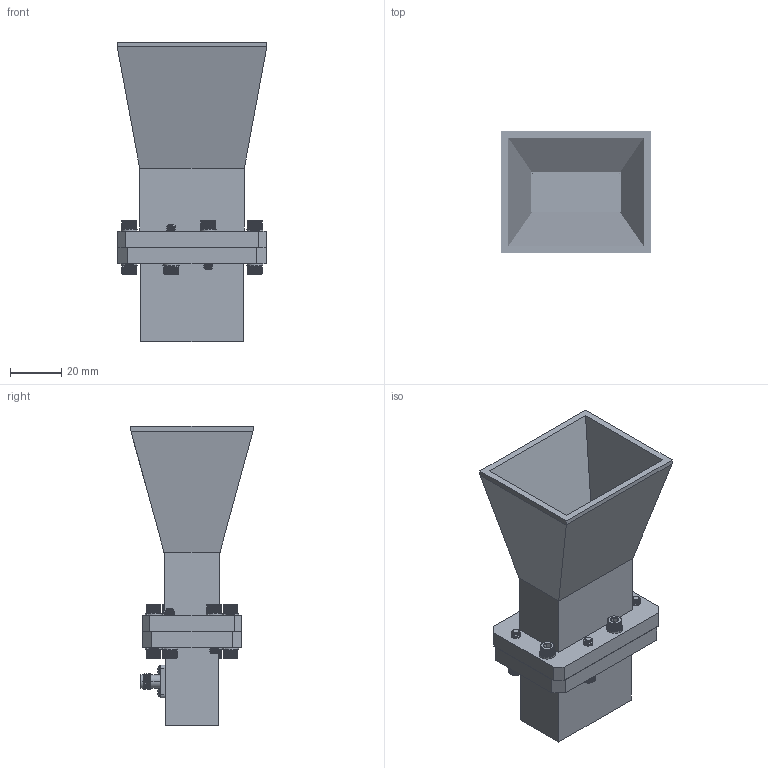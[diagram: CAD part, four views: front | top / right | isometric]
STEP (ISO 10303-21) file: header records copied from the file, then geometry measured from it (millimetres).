
FILE_DESCRIPTION (( 'STEP AP214' ), '1' );
FILE_NAME ('FMWAN137-10SF_3D.STEP', '2021-10-20T21:27:15', ( '' ), ( '' ), 'SwSTEP 2.0', 'SolidWorks 2021', '' );
FILE_SCHEMA (( 'AUTOMOTIVE_DESIGN' ));
Length unit declared in the file: inch
Products named in the file (5): PEWAN137-10; PE9830; 6-32SH-HXx.625_92196A150; FMWAN137-10SF_3D; 6-LW
Assembly tree (18 placements, depth 2):
  FMWAN137-10SF_3D
    6-32SH-HXx.625_92196A150  x8
    6-LW  x8
    PE9830
    PEWAN137-10
Bounding box: 58.27 x 47.74 x 116.84 mm (x, y, z)
Volume: 68124.6 mm3; surface area: 44485.3 mm2
Topology: 18 solids, 22 shells, 1993 faces, 4675 edges, 2762 vertices
Faces by surface type: plane 1222, cone 578, cylinder 144, bspline 47, torus 2
Full cylindrical faces by diameter (mm): 2.705 x4, 3.75 x4
Entity records: 25438 total; most frequent: CARTESIAN_POINT 13174, ORIENTED_EDGE 2674, DIRECTION 2195, EDGE_CURVE 1337, VERTEX_POINT 848, AXIS2_PLACEMENT_3D 837, EDGE_LOOP 611, FACE_OUTER_BOUND 545
